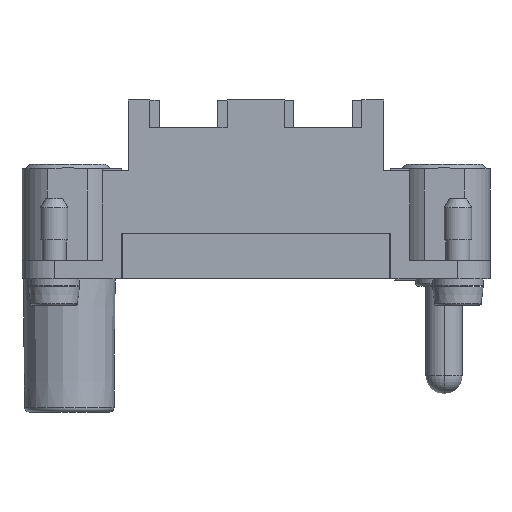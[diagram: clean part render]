
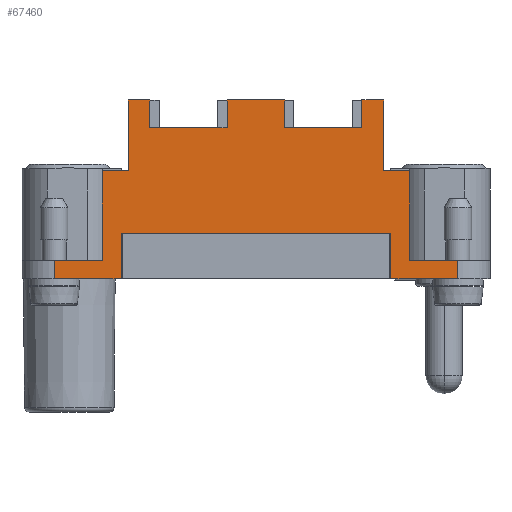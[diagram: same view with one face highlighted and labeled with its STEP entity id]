
A CAD part, front view. The second image highlights one B-rep face of the part: STEP entity #67460.
In plain terms, the highlighted face is planar.
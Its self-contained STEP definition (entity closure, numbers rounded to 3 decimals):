
#6020=CARTESIAN_POINT('',(26.648,38.557,-34.));
#6030=VERTEX_POINT('',#6020);
#6060=CARTESIAN_POINT('',(26.648,0.,-34.));
#6070=DIRECTION('',(0.,1.,0.));
#6080=VECTOR('',#6070,1.);
#6090=LINE('',#6060,#6080);
#6100=CARTESIAN_POINT('',(26.648,43.557,-34.));
#6110=VERTEX_POINT('',#6100);
#6120=EDGE_CURVE('',#6030,#6110,#6090,.T.);
#8380=CARTESIAN_POINT('',(8.788,24.057,-34.));
#8390=VERTEX_POINT('',#8380);
#8420=CARTESIAN_POINT('',(8.788,0.,-34.));
#8430=DIRECTION('',(0.,1.,0.));
#8440=VECTOR('',#8430,1.);
#8450=LINE('',#8420,#8440);
#8460=CARTESIAN_POINT('',(8.788,27.057,-34.));
#8470=VERTEX_POINT('',#8460);
#8480=EDGE_CURVE('',#8390,#8470,#8450,.T.);
#11480=CARTESIAN_POINT('',(-4.802,31.757,-34.));
#11490=VERTEX_POINT('',#11480);
#11520=CARTESIAN_POINT('',(-4.802,0.,-34.));
#11530=DIRECTION('',(0.,-1.,0.));
#11540=VECTOR('',#11530,1.);
#11550=LINE('',#11520,#11540);
#11560=CARTESIAN_POINT('',(-4.802,41.557,-34.));
#11570=VERTEX_POINT('',#11560);
#11580=EDGE_CURVE('',#11570,#11490,#11550,.T.);
#14660=CARTESIAN_POINT('',(-2.752,43.557,-34.));
#14670=VERTEX_POINT('',#14660);
#14700=CARTESIAN_POINT('',(-2.752,0.,-34.));
#14710=DIRECTION('',(0.,-1.,0.));
#14720=VECTOR('',#14710,1.);
#14730=LINE('',#14700,#14720);
#14740=CARTESIAN_POINT('',(-2.752,38.557,-34.));
#14750=VERTEX_POINT('',#14740);
#14760=EDGE_CURVE('',#14670,#14750,#14730,.T.);
#19150=CARTESIAN_POINT('',(-10.052,43.557,-34.));
#19160=VERTEX_POINT('',#19150);
#19190=CARTESIAN_POINT('',(-4.752,43.557,-34.));
#19200=DIRECTION('',(1.,0.,0.));
#19210=VECTOR('',#19200,1.);
#19220=LINE('',#19190,#19210);
#19230=EDGE_CURVE('',#19160,#14670,#19220,.T.);
#24210=CARTESIAN_POINT('',(-10.052,41.557,-34.));
#24220=VERTEX_POINT('',#24210);
#24250=CARTESIAN_POINT('',(-10.052,0.,-34.));
#24260=DIRECTION('',(0.,-1.,0.));
#24270=VECTOR('',#24260,1.);
#24280=LINE('',#24250,#24270);
#24290=EDGE_CURVE('',#19160,#24220,#24280,.T.);
#26790=CARTESIAN_POINT('',(33.948,41.557,-34.));
#26800=VERTEX_POINT('',#26790);
#26890=CARTESIAN_POINT('',(33.948,43.557,-34.));
#26900=VERTEX_POINT('',#26890);
#26930=CARTESIAN_POINT('',(33.948,0.,-34.));
#26940=DIRECTION('',(0.,-1.,0.));
#26950=VECTOR('',#26940,1.);
#26960=LINE('',#26930,#26950);
#26970=EDGE_CURVE('',#26900,#26800,#26960,.T.);
#29180=CARTESIAN_POINT('',(28.698,31.757,-34.));
#29190=VERTEX_POINT('',#29180);
#29220=CARTESIAN_POINT('',(0.,31.757,-34.));
#29230=DIRECTION('',(1.,0.,0.));
#29240=VECTOR('',#29230,1.);
#29250=LINE('',#29220,#29240);
#29260=CARTESIAN_POINT('',(25.848,31.757,-34.));
#29270=VERTEX_POINT('',#29260);
#29280=EDGE_CURVE('',#29270,#29190,#29250,.T.);
#30060=CARTESIAN_POINT('',(-1.952,0.,-34.));
#30070=DIRECTION('',(0.,1.,0.));
#30080=VECTOR('',#30070,1.);
#30090=LINE('',#30060,#30080);
#30100=CARTESIAN_POINT('',(-1.952,24.057,-34.));
#30110=VERTEX_POINT('',#30100);
#30120=CARTESIAN_POINT('',(-1.952,31.757,-34.));
#30130=VERTEX_POINT('',#30120);
#30140=EDGE_CURVE('',#30110,#30130,#30090,.T.);
#30670=CARTESIAN_POINT('',(23.488,24.057,-34.));
#30680=VERTEX_POINT('',#30670);
#30710=CARTESIAN_POINT('',(23.488,0.,-34.));
#30720=DIRECTION('',(0.,1.,0.));
#30730=VECTOR('',#30720,1.);
#30740=LINE('',#30710,#30730);
#30750=CARTESIAN_POINT('',(23.488,27.057,-34.));
#30760=VERTEX_POINT('',#30750);
#30770=EDGE_CURVE('',#30680,#30760,#30740,.T.);
#34600=CARTESIAN_POINT('',(28.698,41.557,-34.));
#34610=VERTEX_POINT('',#34600);
#34640=CARTESIAN_POINT('',(28.698,0.,-34.));
#34650=DIRECTION('',(0.,-1.,0.));
#34660=VECTOR('',#34650,1.);
#34670=LINE('',#34640,#34660);
#34680=EDGE_CURVE('',#34610,#29190,#34670,.T.);
#35570=CARTESIAN_POINT('',(0.388,27.057,-34.));
#35580=VERTEX_POINT('',#35570);
#35630=CARTESIAN_POINT('',(0.388,0.,-34.));
#35640=DIRECTION('',(0.,-1.,0.));
#35650=VECTOR('',#35640,1.);
#35660=LINE('',#35630,#35650);
#35670=CARTESIAN_POINT('',(0.388,24.057,-34.));
#35680=VERTEX_POINT('',#35670);
#35690=EDGE_CURVE('',#35580,#35680,#35660,.T.);
#36410=CARTESIAN_POINT('',(0.,38.557,-34.));
#36420=DIRECTION('',(1.,0.,0.));
#36430=VECTOR('',#36420,1.);
#36440=LINE('',#36410,#36430);
#36450=EDGE_CURVE('',#14750,#6030,#36440,.T.);
#39850=CARTESIAN_POINT('',(0.,31.757,-34.));
#39860=DIRECTION('',(1.,0.,0.));
#39870=VECTOR('',#39860,1.);
#39880=LINE('',#39850,#39870);
#39890=EDGE_CURVE('',#11490,#30130,#39880,.T.);
#40390=CARTESIAN_POINT('',(15.088,27.057,-34.));
#40400=VERTEX_POINT('',#40390);
#40450=CARTESIAN_POINT('',(15.088,0.,-34.));
#40460=DIRECTION('',(0.,-1.,0.));
#40470=VECTOR('',#40460,1.);
#40480=LINE('',#40450,#40470);
#40490=CARTESIAN_POINT('',(15.088,24.057,-34.));
#40500=VERTEX_POINT('',#40490);
#40510=EDGE_CURVE('',#40400,#40500,#40480,.T.);
#40880=CARTESIAN_POINT('',(25.848,24.057,-34.));
#40890=VERTEX_POINT('',#40880);
#40990=CARTESIAN_POINT('',(25.848,0.,-34.));
#41000=DIRECTION('',(0.,-1.,0.));
#41010=VECTOR('',#41000,1.);
#41020=LINE('',#40990,#41010);
#41030=EDGE_CURVE('',#29270,#40890,#41020,.T.);
#66750=CARTESIAN_POINT('',(68.898,44.557,-34.));
#66760=DIRECTION('',(0.,0.,-1.));
#66770=DIRECTION('',(1.,0.,0.));
#66780=AXIS2_PLACEMENT_3D('',#66750,#66760,#66770);
#66790=PLANE('',#66780);
#66800=ORIENTED_EDGE('',*,*,#11580,.F.);
#66810=ORIENTED_EDGE('',*,*,#39890,.F.);
#66820=ORIENTED_EDGE('',*,*,#30140,.T.);
#66830=CARTESIAN_POINT('',(0.,24.057,-34.));
#66840=DIRECTION('',(1.,0.,0.));
#66850=VECTOR('',#66840,1.);
#66860=LINE('',#66830,#66850);
#66870=EDGE_CURVE('',#30110,#35680,#66860,.T.);
#66880=ORIENTED_EDGE('',*,*,#66870,.F.);
#66890=ORIENTED_EDGE('',*,*,#35690,.T.);
#66900=CARTESIAN_POINT('',(0.,27.057,-34.));
#66910=DIRECTION('',(-1.,0.,0.));
#66920=VECTOR('',#66910,1.);
#66930=LINE('',#66900,#66920);
#66940=EDGE_CURVE('',#8470,#35580,#66930,.T.);
#66950=ORIENTED_EDGE('',*,*,#66940,.T.);
#66960=ORIENTED_EDGE('',*,*,#8480,.T.);
#66970=CARTESIAN_POINT('',(0.,24.057,-34.));
#66980=DIRECTION('',(1.,0.,0.));
#66990=VECTOR('',#66980,1.);
#67000=LINE('',#66970,#66990);
#67010=EDGE_CURVE('',#8390,#40500,#67000,.T.);
#67020=ORIENTED_EDGE('',*,*,#67010,.F.);
#67030=ORIENTED_EDGE('',*,*,#40510,.T.);
#67040=CARTESIAN_POINT('',(0.,27.057,-34.));
#67050=DIRECTION('',(-1.,0.,0.));
#67060=VECTOR('',#67050,1.);
#67070=LINE('',#67040,#67060);
#67080=EDGE_CURVE('',#30760,#40400,#67070,.T.);
#67090=ORIENTED_EDGE('',*,*,#67080,.T.);
#67100=ORIENTED_EDGE('',*,*,#30770,.T.);
#67110=CARTESIAN_POINT('',(0.,24.057,-34.));
#67120=DIRECTION('',(1.,0.,0.));
#67130=VECTOR('',#67120,1.);
#67140=LINE('',#67110,#67130);
#67150=EDGE_CURVE('',#30680,#40890,#67140,.T.);
#67160=ORIENTED_EDGE('',*,*,#67150,.F.);
#67170=ORIENTED_EDGE('',*,*,#41030,.T.);
#67180=ORIENTED_EDGE('',*,*,#29280,.F.);
#67190=ORIENTED_EDGE('',*,*,#34680,.T.);
#67200=CARTESIAN_POINT('',(0.,41.557,-34.));
#67210=DIRECTION('',(1.,0.,0.));
#67220=VECTOR('',#67210,1.);
#67230=LINE('',#67200,#67220);
#67240=EDGE_CURVE('',#34610,#26800,#67230,.T.);
#67250=ORIENTED_EDGE('',*,*,#67240,.F.);
#67260=ORIENTED_EDGE('',*,*,#26970,.T.);
#67270=CARTESIAN_POINT('',(0.,43.557,-34.));
#67280=DIRECTION('',(-1.,0.,0.));
#67290=VECTOR('',#67280,1.);
#67300=LINE('',#67270,#67290);
#67310=EDGE_CURVE('',#26900,#6110,#67300,.T.);
#67320=ORIENTED_EDGE('',*,*,#67310,.F.);
#67330=ORIENTED_EDGE('',*,*,#6120,.T.);
#67340=ORIENTED_EDGE('',*,*,#36450,.T.);
#67350=ORIENTED_EDGE('',*,*,#14760,.T.);
#67360=ORIENTED_EDGE('',*,*,#19230,.T.);
#67370=ORIENTED_EDGE('',*,*,#24290,.F.);
#67380=CARTESIAN_POINT('',(0.,41.557,-34.));
#67390=DIRECTION('',(-1.,0.,0.));
#67400=VECTOR('',#67390,1.);
#67410=LINE('',#67380,#67400);
#67420=EDGE_CURVE('',#11570,#24220,#67410,.T.);
#67430=ORIENTED_EDGE('',*,*,#67420,.T.);
#67440=EDGE_LOOP('',(#67430,#67370,#67360,#67350,#67340,#67330,#67320,
#67260,#67250,#67190,#67180,#67170,#67160,#67100,#67090,#67030,#67020,
#66960,#66950,#66890,#66880,#66820,#66810,#66800));
#67450=FACE_OUTER_BOUND('',#67440,.T.);
#67460=ADVANCED_FACE('',(#67450),#66790,.T.);
